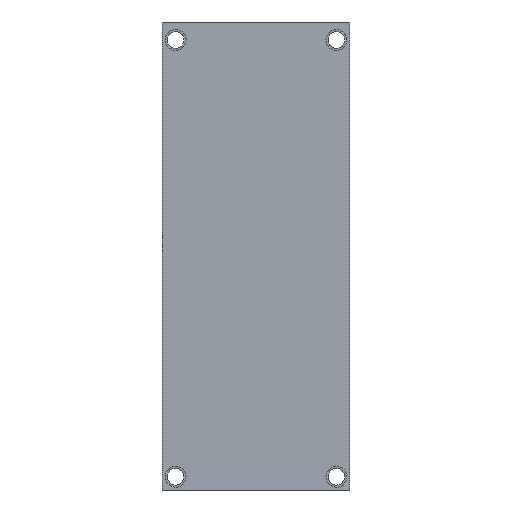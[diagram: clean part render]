
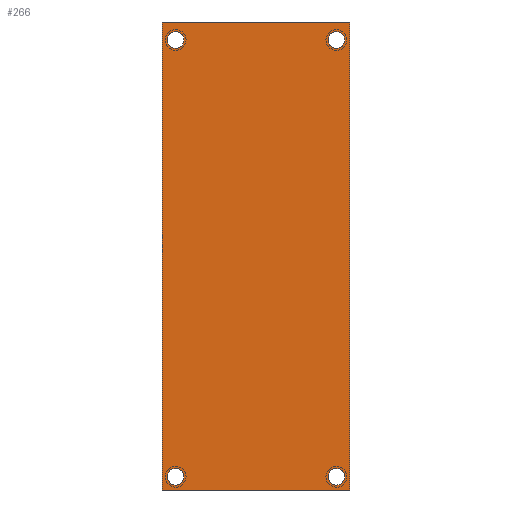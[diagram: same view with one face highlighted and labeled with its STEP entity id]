
A CAD part, front view. The second image highlights one B-rep face of the part: STEP entity #266.
In plain terms, the highlighted free-form (B-spline) face has degree [1, 1] with [2, 2] control points.
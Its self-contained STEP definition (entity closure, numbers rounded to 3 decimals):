
#34 = VERTEX_POINT('',#35);
#35 = CARTESIAN_POINT('',(7.173,-2.07,21.499)
  );
#40 = EDGE_CURVE('',#34,#41,#43,.T.);
#41 = VERTEX_POINT('',#42);
#42 = CARTESIAN_POINT('',(8.829,-2.07,21.499)
  );
#43 = ( BOUNDED_CURVE() B_SPLINE_CURVE(2,(#44,#45,#46,#47,#48),
.UNSPECIFIED.,.F.,.F.) B_SPLINE_CURVE_WITH_KNOTS((3,2,3),(0.,
1.571,3.142),.PIECEWISE_BEZIER_KNOTS.) CURVE() 
GEOMETRIC_REPRESENTATION_ITEM() RATIONAL_B_SPLINE_CURVE((1.,
0.707,1.,0.707,1.)) REPRESENTATION_ITEM('') );
#44 = CARTESIAN_POINT('',(7.173,-2.07,21.499)
  );
#45 = CARTESIAN_POINT('',(7.173,-2.07,22.327)
  );
#46 = CARTESIAN_POINT('',(8.001,-2.07,22.327)
  );
#47 = CARTESIAN_POINT('',(8.829,-2.07,22.327)
  );
#48 = CARTESIAN_POINT('',(8.829,-2.07,21.499)
  );
#184 = VERTEX_POINT('',#185);
#185 = CARTESIAN_POINT('',(-9.316,-2.07,23.29
    ));
#190 = EDGE_CURVE('',#191,#184,#193,.T.);
#191 = VERTEX_POINT('',#192);
#192 = CARTESIAN_POINT('',(-9.316,-2.07,
    -23.29));
#193 = B_SPLINE_CURVE_WITH_KNOTS('',1,(#194,#195),.UNSPECIFIED.,.F.,.F.,
  (2,2),(0.,45.),.PIECEWISE_BEZIER_KNOTS.);
#194 = CARTESIAN_POINT('',(-9.316,-2.07,
    -23.29));
#195 = CARTESIAN_POINT('',(-9.316,-2.07,23.29
    ));
#212 = VERTEX_POINT('',#213);
#213 = CARTESIAN_POINT('',(9.316,-2.07,23.29)
  );
#218 = EDGE_CURVE('',#184,#212,#219,.T.);
#219 = B_SPLINE_CURVE_WITH_KNOTS('',1,(#220,#221),.UNSPECIFIED.,.F.,.F.,
  (2,2),(0.,18.),.PIECEWISE_BEZIER_KNOTS.);
#220 = CARTESIAN_POINT('',(-9.316,-2.07,23.29
    ));
#221 = CARTESIAN_POINT('',(9.316,-2.07,23.29)
  );
#234 = VERTEX_POINT('',#235);
#235 = CARTESIAN_POINT('',(9.316,-2.07,-23.29
    ));
#240 = EDGE_CURVE('',#212,#234,#241,.T.);
#241 = B_SPLINE_CURVE_WITH_KNOTS('',1,(#242,#243),.UNSPECIFIED.,.F.,.F.,
  (2,2),(0.,45.),.PIECEWISE_BEZIER_KNOTS.);
#242 = CARTESIAN_POINT('',(9.316,-2.07,23.29)
  );
#243 = CARTESIAN_POINT('',(9.316,-2.07,-23.29
    ));
#256 = EDGE_CURVE('',#234,#191,#257,.T.);
#257 = B_SPLINE_CURVE_WITH_KNOTS('',1,(#258,#259),.UNSPECIFIED.,.F.,.F.,
  (2,2),(0.,18.),.PIECEWISE_BEZIER_KNOTS.);
#258 = CARTESIAN_POINT('',(9.316,-2.07,-23.29
    ));
#259 = CARTESIAN_POINT('',(-9.316,-2.07,
    -23.29));
#266 = ADVANCED_FACE('',(#267,#273,#295,#317,#339),#350,.F.);
#267 = FACE_BOUND('',#268,.F.);
#268 = EDGE_LOOP('',(#269,#270,#271,#272));
#269 = ORIENTED_EDGE('',*,*,#190,.T.);
#270 = ORIENTED_EDGE('',*,*,#218,.T.);
#271 = ORIENTED_EDGE('',*,*,#240,.T.);
#272 = ORIENTED_EDGE('',*,*,#256,.T.);
#273 = FACE_BOUND('',#274,.F.);
#274 = EDGE_LOOP('',(#275,#287));
#275 = ORIENTED_EDGE('',*,*,#276,.F.);
#276 = EDGE_CURVE('',#277,#279,#281,.T.);
#277 = VERTEX_POINT('',#278);
#278 = CARTESIAN_POINT('',(-7.173,-2.07,
    -21.975));
#279 = VERTEX_POINT('',#280);
#280 = CARTESIAN_POINT('',(-8.829,-2.07,
    -21.975));
#281 = ( BOUNDED_CURVE() B_SPLINE_CURVE(2,(#282,#283,#284,#285,#286),
.UNSPECIFIED.,.F.,.F.) B_SPLINE_CURVE_WITH_KNOTS((3,2,3),(0.,
1.571,3.142),.PIECEWISE_BEZIER_KNOTS.) CURVE() 
GEOMETRIC_REPRESENTATION_ITEM() RATIONAL_B_SPLINE_CURVE((1.,
0.707,1.,0.707,1.)) REPRESENTATION_ITEM('') );
#282 = CARTESIAN_POINT('',(-7.173,-2.07,
    -21.975));
#283 = CARTESIAN_POINT('',(-7.173,-2.07,
    -22.803));
#284 = CARTESIAN_POINT('',(-8.001,-2.07,
    -22.803));
#285 = CARTESIAN_POINT('',(-8.829,-2.07,
    -22.803));
#286 = CARTESIAN_POINT('',(-8.829,-2.07,
    -21.975));
#287 = ORIENTED_EDGE('',*,*,#288,.F.);
#288 = EDGE_CURVE('',#279,#277,#289,.T.);
#289 = ( BOUNDED_CURVE() B_SPLINE_CURVE(2,(#290,#291,#292,#293,#294),
.UNSPECIFIED.,.F.,.F.) B_SPLINE_CURVE_WITH_KNOTS((3,2,3),(0.,
1.571,3.142),.PIECEWISE_BEZIER_KNOTS.) CURVE() 
GEOMETRIC_REPRESENTATION_ITEM() RATIONAL_B_SPLINE_CURVE((1.,
0.707,1.,0.707,1.)) REPRESENTATION_ITEM('') );
#290 = CARTESIAN_POINT('',(-8.829,-2.07,
    -21.975));
#291 = CARTESIAN_POINT('',(-8.829,-2.07,
    -21.147));
#292 = CARTESIAN_POINT('',(-8.001,-2.07,
    -21.147));
#293 = CARTESIAN_POINT('',(-7.173,-2.07,
    -21.147));
#294 = CARTESIAN_POINT('',(-7.173,-2.07,
    -21.975));
#295 = FACE_BOUND('',#296,.F.);
#296 = EDGE_LOOP('',(#297,#309));
#297 = ORIENTED_EDGE('',*,*,#298,.F.);
#298 = EDGE_CURVE('',#299,#301,#303,.T.);
#299 = VERTEX_POINT('',#300);
#300 = CARTESIAN_POINT('',(8.829,-2.07,-21.975
    ));
#301 = VERTEX_POINT('',#302);
#302 = CARTESIAN_POINT('',(7.173,-2.07,-21.975
    ));
#303 = ( BOUNDED_CURVE() B_SPLINE_CURVE(2,(#304,#305,#306,#307,#308),
.UNSPECIFIED.,.F.,.F.) B_SPLINE_CURVE_WITH_KNOTS((3,2,3),(0.,
1.571,3.142),.PIECEWISE_BEZIER_KNOTS.) CURVE() 
GEOMETRIC_REPRESENTATION_ITEM() RATIONAL_B_SPLINE_CURVE((1.,
0.707,1.,0.707,1.)) REPRESENTATION_ITEM('') );
#304 = CARTESIAN_POINT('',(8.829,-2.07,-21.975
    ));
#305 = CARTESIAN_POINT('',(8.829,-2.07,-22.803
    ));
#306 = CARTESIAN_POINT('',(8.001,-2.07,-22.803
    ));
#307 = CARTESIAN_POINT('',(7.173,-2.07,-22.803
    ));
#308 = CARTESIAN_POINT('',(7.173,-2.07,-21.975
    ));
#309 = ORIENTED_EDGE('',*,*,#310,.F.);
#310 = EDGE_CURVE('',#301,#299,#311,.T.);
#311 = ( BOUNDED_CURVE() B_SPLINE_CURVE(2,(#312,#313,#314,#315,#316),
.UNSPECIFIED.,.F.,.F.) B_SPLINE_CURVE_WITH_KNOTS((3,2,3),(0.,
1.571,3.142),.PIECEWISE_BEZIER_KNOTS.) CURVE() 
GEOMETRIC_REPRESENTATION_ITEM() RATIONAL_B_SPLINE_CURVE((1.,
0.707,1.,0.707,1.)) REPRESENTATION_ITEM('') );
#312 = CARTESIAN_POINT('',(7.173,-2.07,-21.975
    ));
#313 = CARTESIAN_POINT('',(7.173,-2.07,-21.147
    ));
#314 = CARTESIAN_POINT('',(8.001,-2.07,-21.147
    ));
#315 = CARTESIAN_POINT('',(8.829,-2.07,-21.147
    ));
#316 = CARTESIAN_POINT('',(8.829,-2.07,-21.975
    ));
#317 = FACE_BOUND('',#318,.F.);
#318 = EDGE_LOOP('',(#319,#331));
#319 = ORIENTED_EDGE('',*,*,#320,.F.);
#320 = EDGE_CURVE('',#321,#323,#325,.T.);
#321 = VERTEX_POINT('',#322);
#322 = CARTESIAN_POINT('',(-7.173,-2.07,
    21.499));
#323 = VERTEX_POINT('',#324);
#324 = CARTESIAN_POINT('',(-8.829,-2.07,
    21.499));
#325 = ( BOUNDED_CURVE() B_SPLINE_CURVE(2,(#326,#327,#328,#329,#330),
.UNSPECIFIED.,.F.,.F.) B_SPLINE_CURVE_WITH_KNOTS((3,2,3),(0.,
1.571,3.142),.PIECEWISE_BEZIER_KNOTS.) CURVE() 
GEOMETRIC_REPRESENTATION_ITEM() RATIONAL_B_SPLINE_CURVE((1.,
0.707,1.,0.707,1.)) REPRESENTATION_ITEM('') );
#326 = CARTESIAN_POINT('',(-7.173,-2.07,
    21.499));
#327 = CARTESIAN_POINT('',(-7.173,-2.07,
    20.671));
#328 = CARTESIAN_POINT('',(-8.001,-2.07,
    20.671));
#329 = CARTESIAN_POINT('',(-8.829,-2.07,
    20.671));
#330 = CARTESIAN_POINT('',(-8.829,-2.07,
    21.499));
#331 = ORIENTED_EDGE('',*,*,#332,.F.);
#332 = EDGE_CURVE('',#323,#321,#333,.T.);
#333 = ( BOUNDED_CURVE() B_SPLINE_CURVE(2,(#334,#335,#336,#337,#338),
.UNSPECIFIED.,.F.,.F.) B_SPLINE_CURVE_WITH_KNOTS((3,2,3),(0.,
1.571,3.142),.PIECEWISE_BEZIER_KNOTS.) CURVE() 
GEOMETRIC_REPRESENTATION_ITEM() RATIONAL_B_SPLINE_CURVE((1.,
0.707,1.,0.707,1.)) REPRESENTATION_ITEM('') );
#334 = CARTESIAN_POINT('',(-8.829,-2.07,
    21.499));
#335 = CARTESIAN_POINT('',(-8.829,-2.07,
    22.327));
#336 = CARTESIAN_POINT('',(-8.001,-2.07,
    22.327));
#337 = CARTESIAN_POINT('',(-7.173,-2.07,
    22.327));
#338 = CARTESIAN_POINT('',(-7.173,-2.07,
    21.499));
#339 = FACE_BOUND('',#340,.F.);
#340 = EDGE_LOOP('',(#341,#349));
#341 = ORIENTED_EDGE('',*,*,#342,.F.);
#342 = EDGE_CURVE('',#41,#34,#343,.T.);
#343 = ( BOUNDED_CURVE() B_SPLINE_CURVE(2,(#344,#345,#346,#347,#348),
.UNSPECIFIED.,.F.,.F.) B_SPLINE_CURVE_WITH_KNOTS((3,2,3),(0.,
1.571,3.142),.PIECEWISE_BEZIER_KNOTS.) CURVE() 
GEOMETRIC_REPRESENTATION_ITEM() RATIONAL_B_SPLINE_CURVE((1.,
0.707,1.,0.707,1.)) REPRESENTATION_ITEM('') );
#344 = CARTESIAN_POINT('',(8.829,-2.07,21.499
    ));
#345 = CARTESIAN_POINT('',(8.829,-2.07,20.671
    ));
#346 = CARTESIAN_POINT('',(8.001,-2.07,20.671
    ));
#347 = CARTESIAN_POINT('',(7.173,-2.07,20.671
    ));
#348 = CARTESIAN_POINT('',(7.173,-2.07,21.499
    ));
#349 = ORIENTED_EDGE('',*,*,#40,.F.);
#350 = B_SPLINE_SURFACE_WITH_KNOTS('',1,1,(
    (#351,#352)
    ,(#353,#354
    )),.UNSPECIFIED.,.F.,.F.,.F.,(2,2),(2,2),(-9.,9.),(-22.5,22.5),
  .PIECEWISE_BEZIER_KNOTS.);
#351 = CARTESIAN_POINT('',(-9.316,-2.07,23.29
    ));
#352 = CARTESIAN_POINT('',(-9.316,-2.07,
    -23.29));
#353 = CARTESIAN_POINT('',(9.316,-2.07,23.29)
  );
#354 = CARTESIAN_POINT('',(9.316,-2.07,-23.29
    ));
